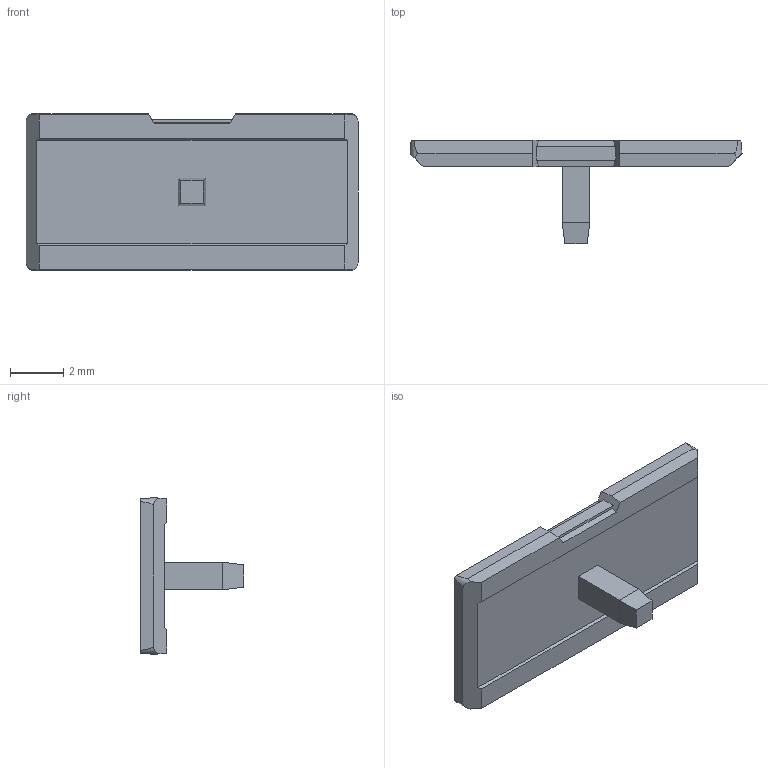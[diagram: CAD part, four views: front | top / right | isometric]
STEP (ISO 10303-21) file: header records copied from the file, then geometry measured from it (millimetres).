
FILE_DESCRIPTION(/* description */ ('STEP AP214'),/* implementation_level */ '2;1');
FILE_NAME(/* name */ '8087174_ASLR-L-X4-612-P240',/* time_stamp */ '2024-08-05T15:09:00+02:00',/* author */ ('License CC BY-ND 4.0'),/* organization */ ('CADENAS'),/* preprocessor_version */ 'ST-DEVELOPER v19.3',/* originating_system */ 'PARTsolutions',/* authorisation */ ' ');
FILE_SCHEMA (('AUTOMOTIVE_DESIGN {1 0 10303 214 3 1 1}'));
Length unit declared in the file: millimetre
Products named in the file (1): 8087174 ASLR-L-X4-612-P240
Bounding box: 12.5 x 3.9 x 5.9 mm (x, y, z)
Volume: 69.2 mm3; surface area: 189.1 mm2
Topology: 1 solids, 1 shells, 38 faces, 101 edges, 66 vertices
Faces by surface type: plane 34, cylinder 4
Entity records: 1203 total; most frequent: CARTESIAN_POINT 206, ORIENTED_EDGE 202, DIRECTION 199, EDGE_CURVE 101, LINE 81, VECTOR 81, VERTEX_POINT 66, AXIS2_PLACEMENT_3D 59
